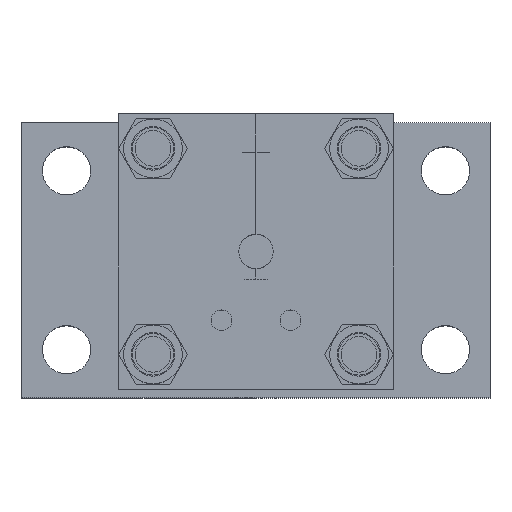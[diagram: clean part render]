
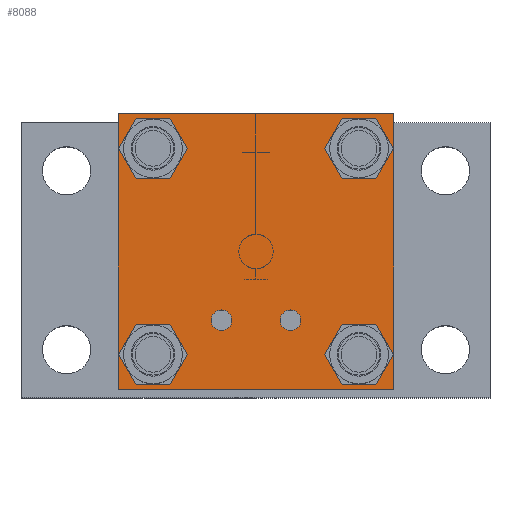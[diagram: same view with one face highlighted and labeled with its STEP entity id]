
A CAD part, top view. The second image highlights one B-rep face of the part: STEP entity #8088.
In plain terms, the highlighted planar face has unit normal (0, 0, 1).
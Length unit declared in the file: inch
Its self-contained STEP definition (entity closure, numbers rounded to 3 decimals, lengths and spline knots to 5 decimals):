
#5 = CARTESIAN_POINT ( 'NONE',  ( 6.62729, 7.70306, 0. ) ) ;
#19 = ORIENTED_EDGE ( 'NONE', *, *, #712, .F. ) ;
#106 = FACE_BOUND ( 'NONE', #2647, .T. ) ;
#107 = DIRECTION ( 'NONE',  ( 1., 0., 0. ) ) ;
#119 = CARTESIAN_POINT ( 'NONE',  ( 5.59629, 9.57806, 0. ) ) ;
#289 = CARTESIAN_POINT ( 'NONE',  ( 7.59329, 7.39306, 0. ) ) ;
#411 = DIRECTION ( 'NONE',  ( 0., 0., 1. ) ) ;
#450 = CIRCLE ( 'NONE', #3433, 0.188 ) ;
#496 = VERTEX_POINT ( 'NONE', #575 ) ;
#575 = CARTESIAN_POINT ( 'NONE',  ( 7.25329, 7.70306, 0. ) ) ;
#677 = CARTESIAN_POINT ( 'NONE',  ( 8.09629, 7.07806, 0. ) ) ;
#712 = EDGE_CURVE ( 'NONE', #4613, #5785, #5416, .T. ) ;
#771 = EDGE_CURVE ( 'NONE', #1615, #8196, #4327, .T. ) ;
#779 = CARTESIAN_POINT ( 'NONE',  ( 6.84629, 9.57806, 0. ) ) ;
#853 = DIRECTION ( 'NONE',  ( 1., 0., 0. ) ) ;
#856 = DIRECTION ( 'NONE',  ( 0., -1., 0. ) ) ;
#863 = FACE_BOUND ( 'NONE', #5727, .T. ) ;
#870 = CARTESIAN_POINT ( 'NONE',  ( 5.91129, 7.39306, 0. ) ) ;
#888 = DIRECTION ( 'NONE',  ( 0., 0., 1. ) ) ;
#935 = DIRECTION ( 'NONE',  ( 1., 0., 0. ) ) ;
#964 = ORIENTED_EDGE ( 'NONE', *, *, #771, .F. ) ;
#1007 = CARTESIAN_POINT ( 'NONE',  ( 5.72329, 9.26306, 0. ) ) ;
#1030 = CIRCLE ( 'NONE', #4104, 0.094 ) ;
#1071 = ORIENTED_EDGE ( 'NONE', *, *, #5380, .F. ) ;
#1098 = DIRECTION ( 'NONE',  ( 1., 0., 0. ) ) ;
#1108 = CARTESIAN_POINT ( 'NONE',  ( 6.43929, 7.70306, 0. ) ) ;
#1188 = CIRCLE ( 'NONE', #8475, 0.094 ) ;
#1199 = CIRCLE ( 'NONE', #1390, 0.188 ) ;
#1222 = VERTEX_POINT ( 'NONE', #677 ) ;
#1236 = ORIENTED_EDGE ( 'NONE', *, *, #8001, .F. ) ;
#1390 = AXIS2_PLACEMENT_3D ( 'NONE', #8096, #7318, #1098 ) ;
#1424 = CARTESIAN_POINT ( 'NONE',  ( 6.53329, 7.70306, 0. ) ) ;
#1450 = AXIS2_PLACEMENT_3D ( 'NONE', #2135, #3563, #7714 ) ;
#1502 = ORIENTED_EDGE ( 'NONE', *, *, #6837, .F. ) ;
#1515 = CARTESIAN_POINT ( 'NONE',  ( 6.84629, 7.07806, 0. ) ) ;
#1615 = VERTEX_POINT ( 'NONE', #4154 ) ;
#1668 = CARTESIAN_POINT ( 'NONE',  ( 7.06529, 7.70306, 0. ) ) ;
#1761 = ORIENTED_EDGE ( 'NONE', *, *, #2972, .F. ) ;
#1892 = EDGE_CURVE ( 'NONE', #6519, #5850, #2468, .T. ) ;
#1959 = VECTOR ( 'NONE', #856, 39.37008 ) ;
#2025 = CARTESIAN_POINT ( 'NONE',  ( 5.72329, 7.39306, 0. ) ) ;
#2058 = FACE_BOUND ( 'NONE', #2311, .T. ) ;
#2116 = ORIENTED_EDGE ( 'NONE', *, *, #3471, .F. ) ;
#2135 = CARTESIAN_POINT ( 'NONE',  ( 6.53329, 7.70306, 0. ) ) ;
#2144 = EDGE_CURVE ( 'NONE', #7898, #1222, #7920, .T. ) ;
#2158 = VERTEX_POINT ( 'NONE', #119 ) ;
#2203 = DIRECTION ( 'NONE',  ( 0., 0., 1. ) ) ;
#2221 = CARTESIAN_POINT ( 'NONE',  ( 8.09629, 5.57249, 0. ) ) ;
#2276 = ORIENTED_EDGE ( 'NONE', *, *, #6211, .F. ) ;
#2311 = EDGE_LOOP ( 'NONE', ( #1502, #8766 ) ) ;
#2336 = VERTEX_POINT ( 'NONE', #1668 ) ;
#2428 = EDGE_CURVE ( 'NONE', #2158, #7898, #4419, .T. ) ;
#2468 = CIRCLE ( 'NONE', #8254, 0.188 ) ;
#2539 = VERTEX_POINT ( 'NONE', #5 ) ;
#2614 = EDGE_CURVE ( 'NONE', #6691, #2539, #7477, .T. ) ;
#2647 = EDGE_LOOP ( 'NONE', ( #5835, #7918 ) ) ;
#2879 = AXIS2_PLACEMENT_3D ( 'NONE', #3602, #2203, #5743 ) ;
#2907 = DIRECTION ( 'NONE',  ( 0., 0., 1. ) ) ;
#2918 = DIRECTION ( 'NONE',  ( 1., 0., 0. ) ) ;
#2968 = DIRECTION ( 'NONE',  ( 1., 0., 0. ) ) ;
#2972 = EDGE_CURVE ( 'NONE', #8196, #1615, #8329, .T. ) ;
#3283 = CIRCLE ( 'NONE', #7117, 0.188 ) ;
#3433 = AXIS2_PLACEMENT_3D ( 'NONE', #3835, #411, #8679 ) ;
#3471 = EDGE_CURVE ( 'NONE', #496, #2336, #1030, .T. ) ;
#3477 = EDGE_LOOP ( 'NONE', ( #2116, #7531 ) ) ;
#3522 = ORIENTED_EDGE ( 'NONE', *, *, #2614, .F. ) ;
#3539 = DIRECTION ( 'NONE',  ( 0., 0., 1. ) ) ;
#3555 = DIRECTION ( 'NONE',  ( 0., 0., 1. ) ) ;
#3563 = DIRECTION ( 'NONE',  ( 0., 0., 1. ) ) ;
#3602 = CARTESIAN_POINT ( 'NONE',  ( 5.91129, 9.26306, 0. ) ) ;
#3707 = CARTESIAN_POINT ( 'NONE',  ( 7.78129, 9.26306, 0. ) ) ;
#3785 = AXIS2_PLACEMENT_3D ( 'NONE', #3707, #5023, #2918 ) ;
#3835 = CARTESIAN_POINT ( 'NONE',  ( 7.78129, 9.26306, 0. ) ) ;
#3883 = DIRECTION ( 'NONE',  ( 0., -1., 0. ) ) ;
#3907 = LINE ( 'NONE', #2221, #1959 ) ;
#3945 = EDGE_CURVE ( 'NONE', #2158, #7810, #6368, .T. ) ;
#4104 = AXIS2_PLACEMENT_3D ( 'NONE', #5845, #7246, #935 ) ;
#4112 = FACE_BOUND ( 'NONE', #3477, .T. ) ;
#4154 = CARTESIAN_POINT ( 'NONE',  ( 6.09929, 9.26306, 0. ) ) ;
#4199 = DIRECTION ( 'NONE',  ( 1., 0., 0. ) ) ;
#4279 = ORIENTED_EDGE ( 'NONE', *, *, #2428, .T. ) ;
#4327 = CIRCLE ( 'NONE', #2879, 0.188 ) ;
#4419 = LINE ( 'NONE', #8786, #7804 ) ;
#4502 = VECTOR ( 'NONE', #107, 39.37008 ) ;
#4613 = VERTEX_POINT ( 'NONE', #5794 ) ;
#4747 = ORIENTED_EDGE ( 'NONE', *, *, #2144, .T. ) ;
#4909 = DIRECTION ( 'NONE',  ( 1., 0., 0. ) ) ;
#5023 = DIRECTION ( 'NONE',  ( 0., 0., 1. ) ) ;
#5039 = AXIS2_PLACEMENT_3D ( 'NONE', #870, #3539, #7724 ) ;
#5125 = CARTESIAN_POINT ( 'NONE',  ( 7.96929, 7.39306, 0. ) ) ;
#5270 = EDGE_LOOP ( 'NONE', ( #964, #1761 ) ) ;
#5380 = EDGE_CURVE ( 'NONE', #5785, #4613, #3283, .T. ) ;
#5416 = CIRCLE ( 'NONE', #5039, 0.188 ) ;
#5540 = DIRECTION ( 'NONE',  ( 0., 0., 1. ) ) ;
#5561 = VERTEX_POINT ( 'NONE', #7883 ) ;
#5573 = AXIS2_PLACEMENT_3D ( 'NONE', #7322, #6735, #6675 ) ;
#5646 = VERTEX_POINT ( 'NONE', #6028 ) ;
#5672 = CIRCLE ( 'NONE', #1450, 0.094 ) ;
#5727 = EDGE_LOOP ( 'NONE', ( #2276, #3522 ) ) ;
#5743 = DIRECTION ( 'NONE',  ( 1., 0., 0. ) ) ;
#5785 = VERTEX_POINT ( 'NONE', #2025 ) ;
#5794 = CARTESIAN_POINT ( 'NONE',  ( 6.09929, 7.39306, 0. ) ) ;
#5835 = ORIENTED_EDGE ( 'NONE', *, *, #6532, .F. ) ;
#5845 = CARTESIAN_POINT ( 'NONE',  ( 7.15929, 7.70306, 0. ) ) ;
#5850 = VERTEX_POINT ( 'NONE', #5125 ) ;
#5894 = EDGE_LOOP ( 'NONE', ( #19, #1071 ) ) ;
#5896 = FACE_BOUND ( 'NONE', #5270, .T. ) ;
#6028 = CARTESIAN_POINT ( 'NONE',  ( 7.96929, 9.26306, 0. ) ) ;
#6211 = EDGE_CURVE ( 'NONE', #2539, #6691, #5672, .T. ) ;
#6328 = CIRCLE ( 'NONE', #3785, 0.188 ) ;
#6341 = CARTESIAN_POINT ( 'NONE',  ( 7.15929, 7.70306, 0. ) ) ;
#6354 = EDGE_CURVE ( 'NONE', #5561, #5646, #6328, .T. ) ;
#6368 = LINE ( 'NONE', #779, #4502 ) ;
#6397 = CARTESIAN_POINT ( 'NONE',  ( 5.91129, 7.39306, 0. ) ) ;
#6404 = DIRECTION ( 'NONE',  ( 1., 0., 0. ) ) ;
#6491 = AXIS2_PLACEMENT_3D ( 'NONE', #7166, #888, #6404 ) ;
#6519 = VERTEX_POINT ( 'NONE', #289 ) ;
#6532 = EDGE_CURVE ( 'NONE', #5646, #5561, #450, .T. ) ;
#6538 = ORIENTED_EDGE ( 'NONE', *, *, #3945, .F. ) ;
#6657 = CARTESIAN_POINT ( 'NONE',  ( 8.09629, 9.57806, 0. ) ) ;
#6675 = DIRECTION ( 'NONE',  ( 1., 0., 0. ) ) ;
#6691 = VERTEX_POINT ( 'NONE', #1108 ) ;
#6735 = DIRECTION ( 'NONE',  ( 0., 0., 1. ) ) ;
#6816 = AXIS2_PLACEMENT_3D ( 'NONE', #1424, #3555, #853 ) ;
#6837 = EDGE_CURVE ( 'NONE', #5850, #6519, #1199, .T. ) ;
#6962 = FACE_OUTER_BOUND ( 'NONE', #7336, .T. ) ;
#7044 = VECTOR ( 'NONE', #4909, 39.37008 ) ;
#7045 = CARTESIAN_POINT ( 'NONE',  ( 5.59629, 7.07806, 0. ) ) ;
#7117 = AXIS2_PLACEMENT_3D ( 'NONE', #6397, #2907, #2968 ) ;
#7166 = CARTESIAN_POINT ( 'NONE',  ( 6.84629, 5.57249, 0. ) ) ;
#7191 = FACE_BOUND ( 'NONE', #5894, .T. ) ;
#7201 = PLANE ( 'NONE',  #6491 ) ;
#7246 = DIRECTION ( 'NONE',  ( 0., 0., 1. ) ) ;
#7318 = DIRECTION ( 'NONE',  ( 0., 0., 1. ) ) ;
#7322 = CARTESIAN_POINT ( 'NONE',  ( 5.91129, 9.26306, 0. ) ) ;
#7336 = EDGE_LOOP ( 'NONE', ( #6538, #4279, #4747, #1236 ) ) ;
#7477 = CIRCLE ( 'NONE', #6816, 0.094 ) ;
#7531 = ORIENTED_EDGE ( 'NONE', *, *, #7950, .F. ) ;
#7567 = CARTESIAN_POINT ( 'NONE',  ( 7.78129, 7.39306, 0. ) ) ;
#7683 = DIRECTION ( 'NONE',  ( 1., 0., 0. ) ) ;
#7714 = DIRECTION ( 'NONE',  ( 1., 0., 0. ) ) ;
#7724 = DIRECTION ( 'NONE',  ( 1., 0., 0. ) ) ;
#7804 = VECTOR ( 'NONE', #3883, 39.37008 ) ;
#7810 = VERTEX_POINT ( 'NONE', #6657 ) ;
#7883 = CARTESIAN_POINT ( 'NONE',  ( 7.59329, 9.26306, 0. ) ) ;
#7898 = VERTEX_POINT ( 'NONE', #7045 ) ;
#7918 = ORIENTED_EDGE ( 'NONE', *, *, #6354, .F. ) ;
#7920 = LINE ( 'NONE', #1515, #7044 ) ;
#7950 = EDGE_CURVE ( 'NONE', #2336, #496, #1188, .T. ) ;
#8001 = EDGE_CURVE ( 'NONE', #7810, #1222, #3907, .T. ) ;
#8088 = ADVANCED_FACE ( 'NONE', ( #6962, #863, #4112, #2058, #106, #5896, #7191 ), #7201, .T. ) ;
#8096 = CARTESIAN_POINT ( 'NONE',  ( 7.78129, 7.39306, 0. ) ) ;
#8196 = VERTEX_POINT ( 'NONE', #1007 ) ;
#8254 = AXIS2_PLACEMENT_3D ( 'NONE', #7567, #8378, #4199 ) ;
#8329 = CIRCLE ( 'NONE', #5573, 0.188 ) ;
#8378 = DIRECTION ( 'NONE',  ( 0., 0., 1. ) ) ;
#8475 = AXIS2_PLACEMENT_3D ( 'NONE', #6341, #5540, #7683 ) ;
#8679 = DIRECTION ( 'NONE',  ( 1., 0., 0. ) ) ;
#8766 = ORIENTED_EDGE ( 'NONE', *, *, #1892, .F. ) ;
#8786 = CARTESIAN_POINT ( 'NONE',  ( 5.59629, 5.57249, 0. ) ) ;
